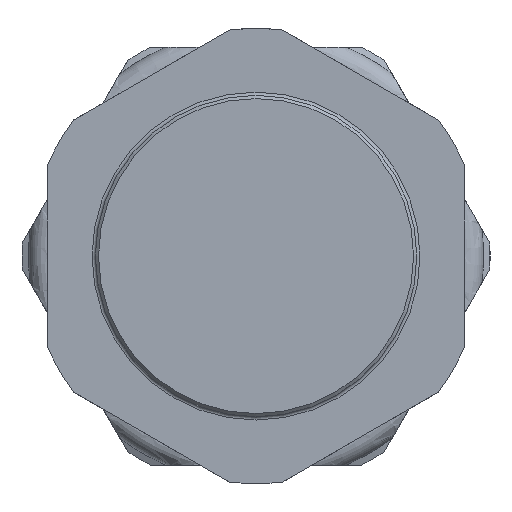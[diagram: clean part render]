
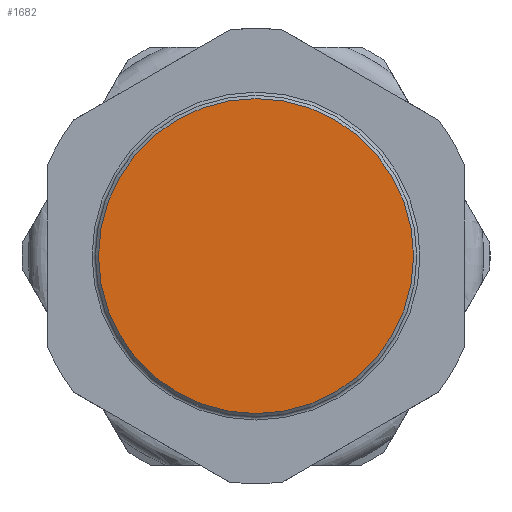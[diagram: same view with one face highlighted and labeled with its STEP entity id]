
A CAD part, left-side view. The second image highlights one B-rep face of the part: STEP entity #1682.
In plain terms, the highlighted planar face has unit normal (-1, 0, 0).
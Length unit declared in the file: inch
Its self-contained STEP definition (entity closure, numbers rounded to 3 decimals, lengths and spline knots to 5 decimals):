
#411=FACE_OUTER_BOUND('',#506,.T.);
#506=EDGE_LOOP('',(#1448));
#638=CIRCLE('',#1904,0.96457);
#798=VERTEX_POINT('',#3279);
#1023=EDGE_CURVE('',#798,#798,#638,.T.);
#1448=ORIENTED_EDGE('',*,*,#1023,.F.);
#1605=PLANE('',#1903);
#1682=ADVANCED_FACE('',(#411),#1605,.T.);
#1903=AXIS2_PLACEMENT_3D('',#3278,#2349,#2350);
#1904=AXIS2_PLACEMENT_3D('',#3280,#2351,#2352);
#2349=DIRECTION('center_axis',(-1.,0.,0.));
#2350=DIRECTION('ref_axis',(0.,0.,1.));
#2351=DIRECTION('center_axis',(1.,0.,0.));
#2352=DIRECTION('ref_axis',(0.,0.,1.));
#3278=CARTESIAN_POINT('Origin',(-1.6998,0.,-0.98425));
#3279=CARTESIAN_POINT('',(-1.6998,0.,-0.96457));
#3280=CARTESIAN_POINT('Origin',(-1.6998,0.,0.));
